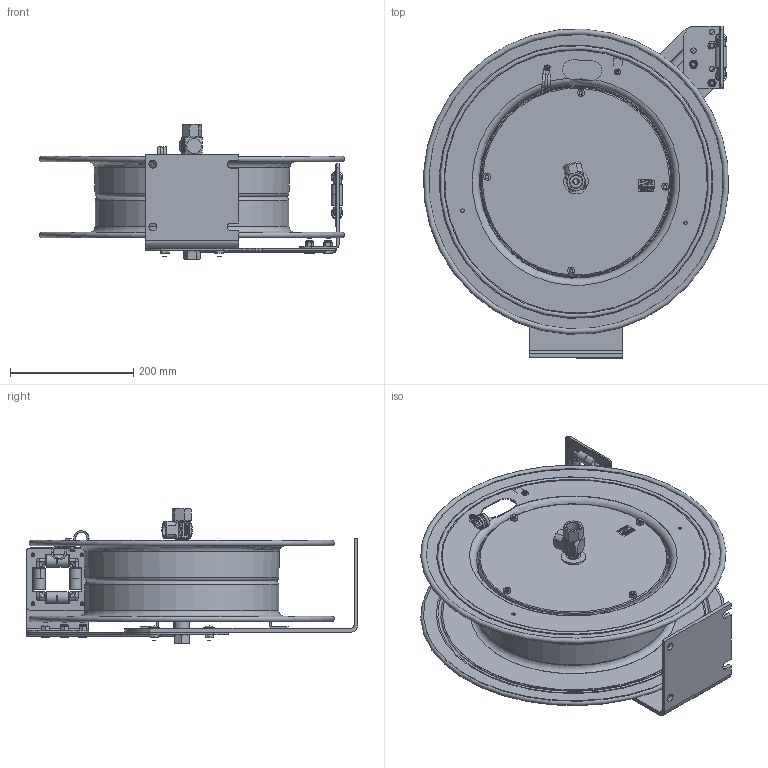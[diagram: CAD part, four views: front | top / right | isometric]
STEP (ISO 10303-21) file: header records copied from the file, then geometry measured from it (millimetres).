
FILE_DESCRIPTION((''),'2;1');
FILE_NAME('MP-N-450_SHARED.stp','2013-01-04T09:30:37',('JKucera'),(''),'Autodesk Inventor 2013','Autodesk Inventor 2013','');
FILE_SCHEMA(('AUTOMOTIVE_DESIGN { 1 0 10303 214 1 1 1 1 }'));
Length unit declared in the file: inch
Products named in the file (1): MP-N-450_SHARED
Bounding box: 494.51 x 538.31 x 219.46 mm (x, y, z)
Surface area: 1554620.8 mm2 (no closed solid volume)
Topology: 0 solids, 134 shells, 457 faces, 4562 edges, 4159 vertices
Faces by surface type: plane 285, cylinder 102, torus 35, sphere 18, cone 14, bspline 3
Full cylindrical faces by diameter (mm): 4.826 x2, 7.112 x1, 8.731 x7, 10.414 x1, 12.7 x2, 14.224 x1, 19.05 x4, 20.574 x1, 20.625 x1, 25.362 x1, 39.624 x1, 306.324 x1, 308.747 x1, 311.912 x1, 314.95 x1
Entity records: 44754 total; most frequent: CARTESIAN_POINT 14460, ORIENTED_EDGE 5023, DIRECTION 4800, EDGE_CURVE 4473, VERTEX_POINT 4144, VECTOR 2498, LINE 2498, AXIS2_PLACEMENT_3D 1151
